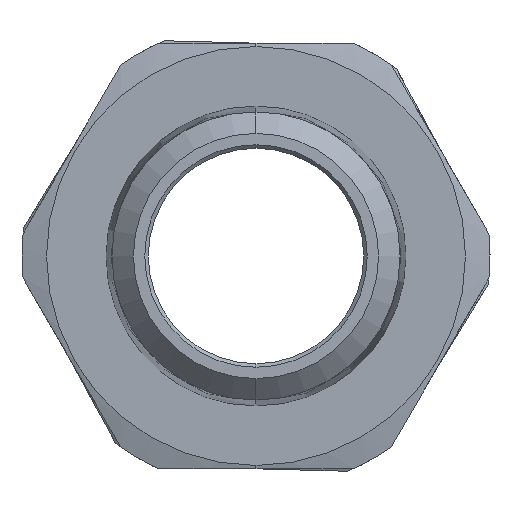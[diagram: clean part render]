
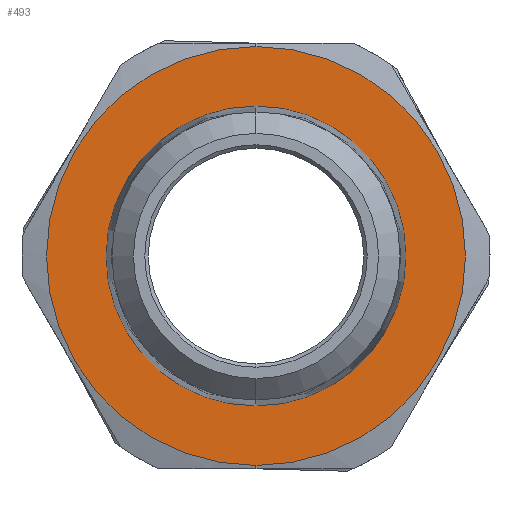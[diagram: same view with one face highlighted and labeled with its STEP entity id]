
A CAD part, left-side view. The second image highlights one B-rep face of the part: STEP entity #493.
In plain terms, the highlighted planar face has unit normal (-1, 0, 0).
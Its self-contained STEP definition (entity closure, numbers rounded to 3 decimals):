
#49 = AXIS2_PLACEMENT_3D ( 'NONE', #1620, #550, #1914 ) ;
#159 = EDGE_CURVE ( 'NONE', #2493, #738, #2913, .T. ) ;
#334 = FACE_BOUND ( 'NONE', #3222, .T. ) ;
#381 = CARTESIAN_POINT ( 'NONE',  ( -25.5, 0., 0. ) ) ;
#493 = ADVANCED_FACE ( 'NONE', ( #334, #1993 ), #1313, .F. ) ;
#550 = DIRECTION ( 'NONE',  ( 1., 0., 0. ) ) ;
#588 = AXIS2_PLACEMENT_3D ( 'NONE', #2694, #1351, #2172 ) ;
#640 = DIRECTION ( 'NONE',  ( -1., 0., 0. ) ) ;
#646 = AXIS2_PLACEMENT_3D ( 'NONE', #2782, #1181, #3062 ) ;
#738 = VERTEX_POINT ( 'NONE', #2899 ) ;
#785 = ORIENTED_EDGE ( 'NONE', *, *, #808, .F. ) ;
#788 = ORIENTED_EDGE ( 'NONE', *, *, #1572, .F. ) ;
#808 = EDGE_CURVE ( 'NONE', #2339, #3334, #2968, .T. ) ;
#1181 = DIRECTION ( 'NONE',  ( 1., 0., 0. ) ) ;
#1313 = PLANE ( 'NONE',  #1363 ) ;
#1351 = DIRECTION ( 'NONE',  ( -1., 0., 0. ) ) ;
#1363 = AXIS2_PLACEMENT_3D ( 'NONE', #2671, #1580, #2122 ) ;
#1572 = EDGE_CURVE ( 'NONE', #3334, #2339, #3393, .T. ) ;
#1580 = DIRECTION ( 'NONE',  ( 1., 0., 0. ) ) ;
#1598 = ORIENTED_EDGE ( 'NONE', *, *, #159, .F. ) ;
#1620 = CARTESIAN_POINT ( 'NONE',  ( -25.5, 0., 0. ) ) ;
#1914 = DIRECTION ( 'NONE',  ( 0., 0., -1. ) ) ;
#1993 = FACE_OUTER_BOUND ( 'NONE', #2194, .T. ) ;
#2039 = ORIENTED_EDGE ( 'NONE', *, *, #3046, .F. ) ;
#2122 = DIRECTION ( 'NONE',  ( 0., 0., -1. ) ) ;
#2172 = DIRECTION ( 'NONE',  ( 0., 0., 1. ) ) ;
#2194 = EDGE_LOOP ( 'NONE', ( #2039, #1598 ) ) ;
#2243 = CARTESIAN_POINT ( 'NONE',  ( -25.5, 0., -10.75 ) ) ;
#2339 = VERTEX_POINT ( 'NONE', #3117 ) ;
#2397 = CIRCLE ( 'NONE', #49, 15.018 ) ;
#2493 = VERTEX_POINT ( 'NONE', #2989 ) ;
#2513 = DIRECTION ( 'NONE',  ( 0., 0., 1. ) ) ;
#2671 = CARTESIAN_POINT ( 'NONE',  ( -25.5, 10.75, 0. ) ) ;
#2694 = CARTESIAN_POINT ( 'NONE',  ( -25.5, 0., 0. ) ) ;
#2782 = CARTESIAN_POINT ( 'NONE',  ( -25.5, 0., 0. ) ) ;
#2826 = AXIS2_PLACEMENT_3D ( 'NONE', #381, #640, #2513 ) ;
#2899 = CARTESIAN_POINT ( 'NONE',  ( -25.5, 0., -15.018 ) ) ;
#2913 = CIRCLE ( 'NONE', #646, 15.018 ) ;
#2968 = CIRCLE ( 'NONE', #588, 10.75 ) ;
#2989 = CARTESIAN_POINT ( 'NONE',  ( -25.5, 0., 15.018 ) ) ;
#3046 = EDGE_CURVE ( 'NONE', #738, #2493, #2397, .T. ) ;
#3062 = DIRECTION ( 'NONE',  ( 0., 0., -1. ) ) ;
#3117 = CARTESIAN_POINT ( 'NONE',  ( -25.5, 0., 10.75 ) ) ;
#3222 = EDGE_LOOP ( 'NONE', ( #785, #788 ) ) ;
#3334 = VERTEX_POINT ( 'NONE', #2243 ) ;
#3393 = CIRCLE ( 'NONE', #2826, 10.75 ) ;
